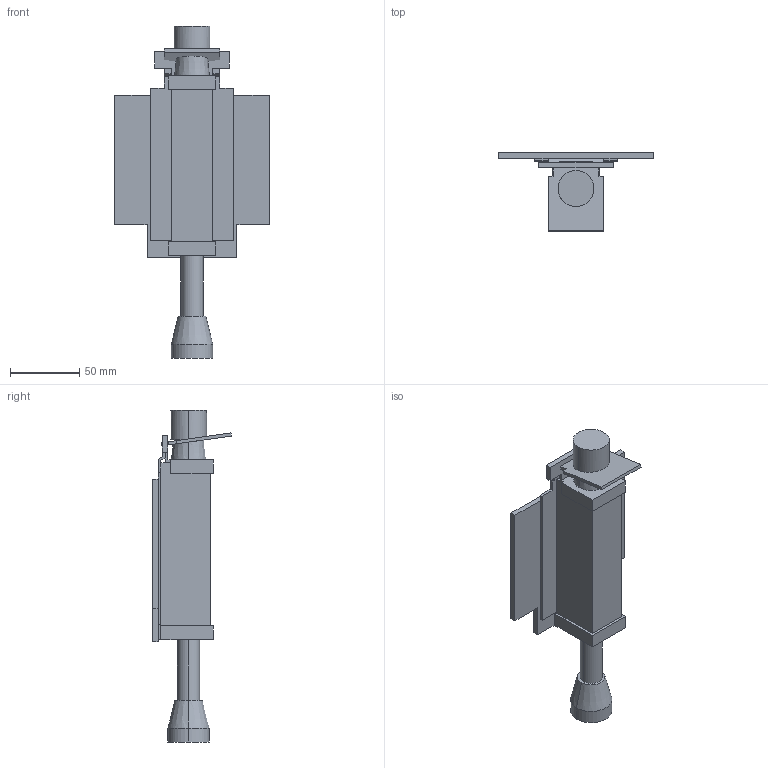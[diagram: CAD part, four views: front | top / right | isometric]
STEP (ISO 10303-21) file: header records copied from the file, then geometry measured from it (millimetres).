
FILE_DESCRIPTION(('STEP AP214'),'1');
FILE_NAME('cctmp_3E558C55-1CB8-4FAF-BE5D-AB88984196A5_2020_1_17_7_44_2_60..stp','2020-01-17T06:44:02',('Bosch Rexroth AG'),('CADClick - www.CADClick.com'),'Spatial InterOp 3D',' ','unknown authorization - (Healing Option Enabled)');
FILE_SCHEMA(('AUTOMOTIVE_DESIGN'));
Length unit declared in the file: millimetre
Products named in the file (1): 2020_01_17__07-44-02-060
Bounding box: 112 x 56.97 x 240 mm (x, y, z)
Volume: 257092.9 mm3; surface area: 54192.3 mm2
Topology: 1 solids, 1 shells, 89 faces, 243 edges, 160 vertices
Faces by surface type: plane 77, cylinder 8, cone 4
Entity records: 3519 total; most frequent: CARTESIAN_POINT 493, ORIENTED_EDGE 486, DIRECTION 449, EDGE_CURVE 243, LINE 217, VECTOR 217, VERTEX_POINT 160, AXIS2_PLACEMENT_3D 116
